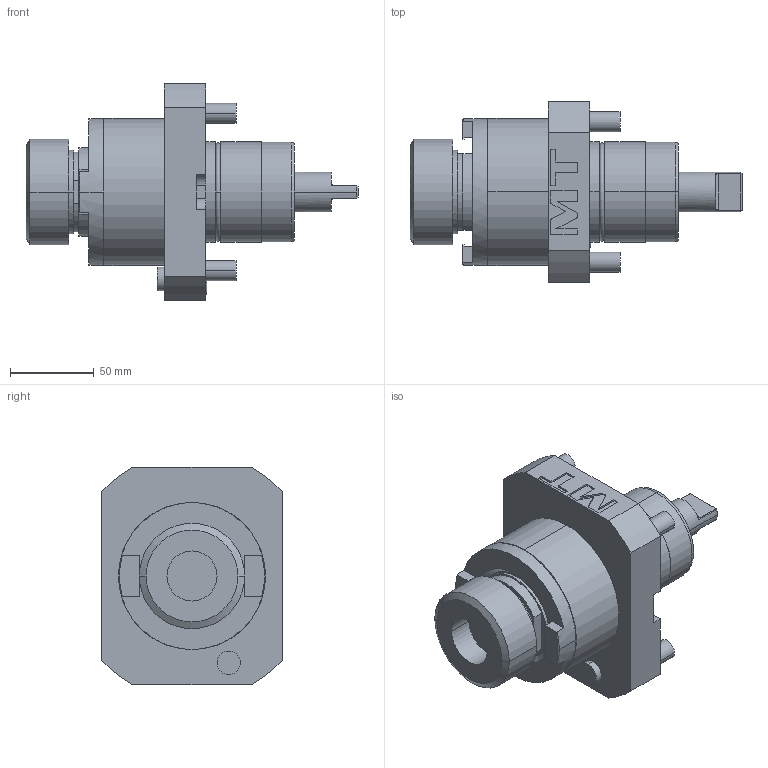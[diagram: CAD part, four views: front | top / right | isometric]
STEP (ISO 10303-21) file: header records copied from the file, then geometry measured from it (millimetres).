
FILE_DESCRIPTION((''),'2;1');
FILE_NAME('MNL0761140_CONF','2023-02-13T14:36:39',('sterribile'),('M.T. srl'),'CREO PARAMETRIC BY PTC INC, 2021072','CREO PARAMETRIC BY PTC INC, 2021072','');
FILE_SCHEMA(('CONFIG_CONTROL_DESIGN'));
Length unit declared in the file: millimetre
Products named in the file (1): MNL0761140_CONF
Bounding box: 198.66 x 108 x 130 mm (x, y, z)
Volume: 864962.9 mm3; surface area: 88783.8 mm2
Topology: 1 solids, 1 shells, 192 faces, 482 edges, 320 vertices
Faces by surface type: plane 114, cylinder 60, cone 10, extrusion 4, torus 4
Entity records: 5875 total; most frequent: CARTESIAN_POINT 1117, DIRECTION 986, ORIENTED_EDGE 964, EDGE_CURVE 482, AXIS2_PLACEMENT_3D 336, VERTEX_POINT 320, VECTOR 314, LINE 310
